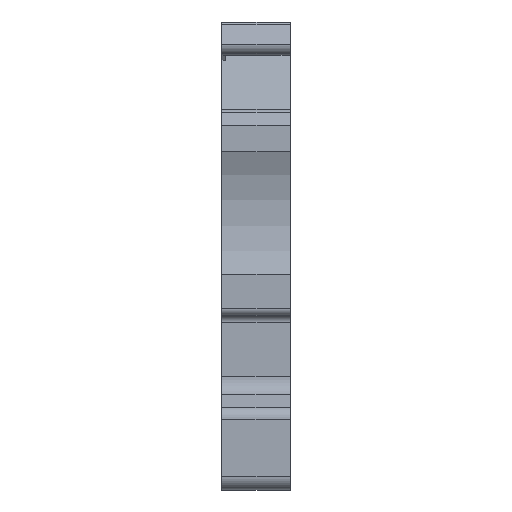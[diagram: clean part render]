
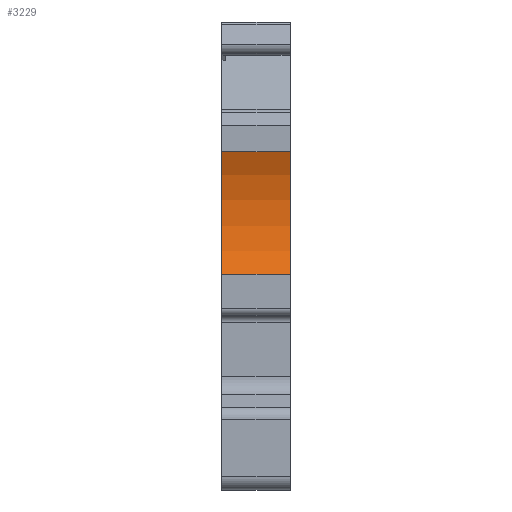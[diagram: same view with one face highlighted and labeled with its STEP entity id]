
A CAD part, left-side view. The second image highlights one B-rep face of the part: STEP entity #3229.
In plain terms, the highlighted cylindrical face has radius 10.625 mm (diameter 21.25 mm), a partial arc.
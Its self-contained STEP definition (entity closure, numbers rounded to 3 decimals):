
#55=CYLINDRICAL_SURFACE('',#3482,10.625);
#324=LINE('',#5175,#696);
#325=LINE('',#5179,#697);
#696=VECTOR('',#4153,1000.);
#697=VECTOR('',#4158,1000.);
#1297=ORIENTED_EDGE('',*,*,#1925,.T.);
#1298=ORIENTED_EDGE('',*,*,#2109,.F.);
#1299=ORIENTED_EDGE('',*,*,#2110,.F.);
#1300=ORIENTED_EDGE('',*,*,#2111,.T.);
#1925=EDGE_CURVE('',#2388,#2387,#2628,.T.);
#2109=EDGE_CURVE('',#2507,#2387,#324,.T.);
#2110=EDGE_CURVE('',#2508,#2507,#2659,.T.);
#2111=EDGE_CURVE('',#2508,#2388,#325,.T.);
#2387=VERTEX_POINT('',#4807);
#2388=VERTEX_POINT('',#4809);
#2507=VERTEX_POINT('',#5174);
#2508=VERTEX_POINT('',#5178);
#2628=CIRCLE('',#3388,10.625);
#2659=CIRCLE('',#3483,10.625);
#2775=EDGE_LOOP('',(#1297,#1298,#1299,#1300));
#2946=FACE_BOUND('',#2775,.T.);
#3229=ADVANCED_FACE('',(#2946),#55,.F.);
#3388=AXIS2_PLACEMENT_3D('',#4808,#3812,#3813);
#3482=AXIS2_PLACEMENT_3D('',#5176,#4154,#4155);
#3483=AXIS2_PLACEMENT_3D('',#5177,#4156,#4157);
#3812=DIRECTION('',(0.,1.,0.));
#3813=DIRECTION('',(-1.,0.,0.));
#4153=DIRECTION('',(0.,1.,0.));
#4154=DIRECTION('',(0.,1.,0.));
#4155=DIRECTION('',(-1.,0.,0.));
#4156=DIRECTION('',(0.,1.,0.));
#4157=DIRECTION('',(-1.,0.,0.));
#4158=DIRECTION('',(0.,1.,0.));
#4807=CARTESIAN_POINT('',(-32.3,0.,-1.994));
#4808=CARTESIAN_POINT('',(-41.925,0.,2.506));
#4809=CARTESIAN_POINT('',(-32.297,0.,7.));
#5174=CARTESIAN_POINT('',(-32.3,-5.,-1.994));
#5175=CARTESIAN_POINT('',(-32.3,-5.,-1.994));
#5176=CARTESIAN_POINT('',(-41.925,-5.,2.506));
#5177=CARTESIAN_POINT('',(-41.925,-5.,2.506));
#5178=CARTESIAN_POINT('',(-32.297,-5.,7.));
#5179=CARTESIAN_POINT('',(-32.297,-5.,7.));
